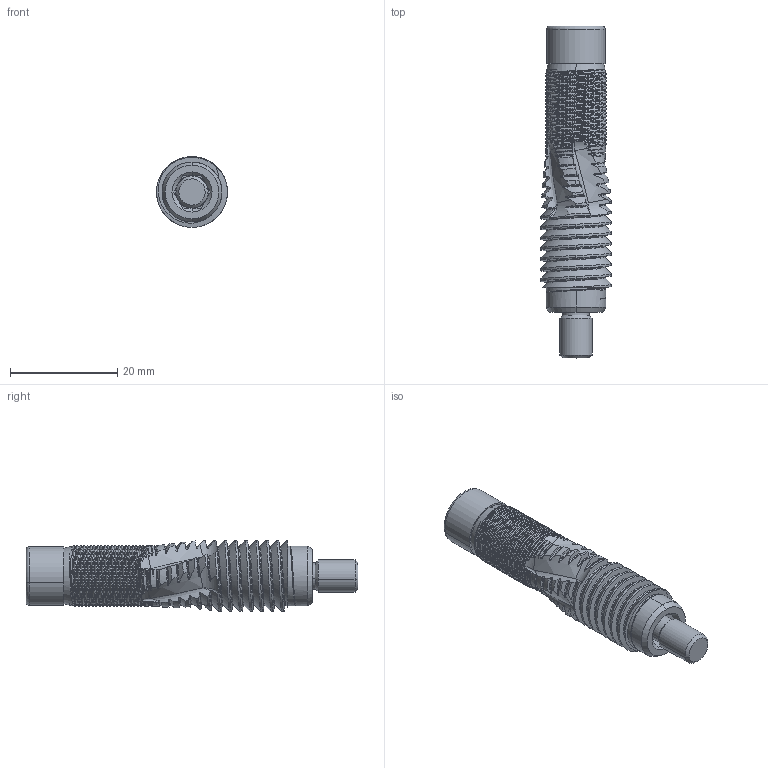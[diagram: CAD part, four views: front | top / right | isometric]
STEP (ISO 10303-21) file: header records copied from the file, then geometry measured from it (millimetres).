
FILE_DESCRIPTION (( 'STEP AP214' ), '1' );
FILE_NAME ('40-6 End Mount Threaded Insert Kit(40CTI-0410-004-01).STEP', '2023-08-30T15:31:31', ( '' ), ( '' ), 'SwSTEP 2.0', 'SolidWorks 2020', '' );
FILE_SCHEMA (( 'AUTOMOTIVE_DESIGN' ));
Length unit declared in the file: millimetre
Products named in the file (1): 40-6 End Mount Threaded Insert Kit(40CTI-0410-004-01)
Bounding box: 13.23 x 62 x 13.23 mm (x, y, z)
Volume: 4964.5 mm3; surface area: 4888.1 mm2
Topology: 2 solids, 2 shells, 439 faces, 1250 edges, 819 vertices
Faces by surface type: bspline 205, cylinder 123, plane 52, cone 44, torus 15
Entity records: 247610 total; most frequent: CARTESIAN_POINT 234359, ORIENTED_EDGE 2496, EDGE_CURVE 1248, DIRECTION 821, VERTEX_POINT 819, B_SPLINE_CURVE_WITH_KNOTS 649, EDGE_LOOP 447, UNCERTAINTY_MEASURE_WITH_UNIT 443
